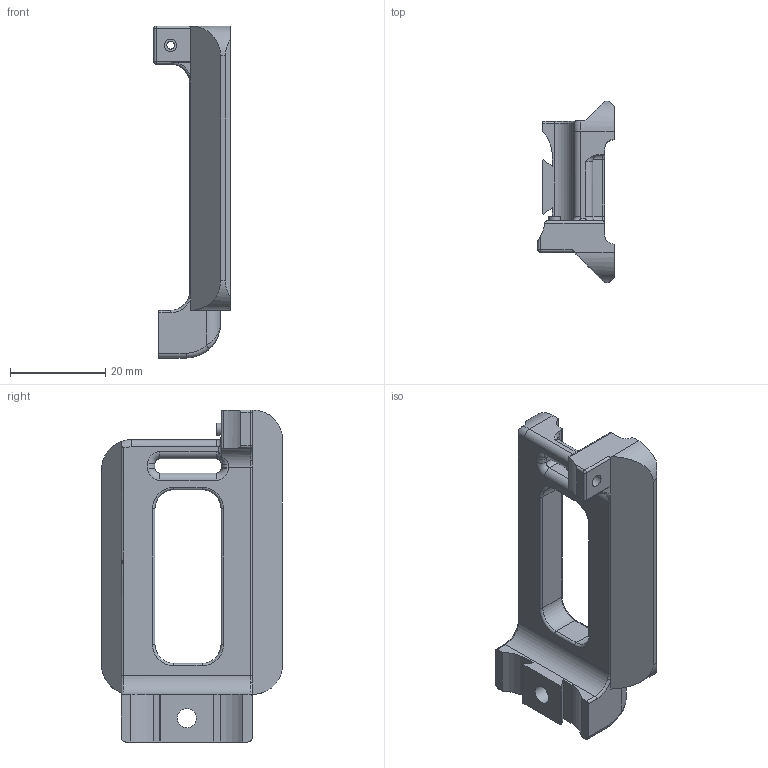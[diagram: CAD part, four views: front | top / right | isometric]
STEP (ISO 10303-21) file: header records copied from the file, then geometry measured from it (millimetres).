
FILE_DESCRIPTION(/* description */ (''),/* implementation_level */ '2;1');
FILE_NAME(/* name */ 'baseSideBracket_PENF',/* time_stamp */ '2023-09-28T12:16:58-04:00',/* author */ ('George'),/* organization */ ('Archive 663'),/* preprocessor_version */ 'ST-DEVELOPER v16.7',/* originating_system */ 'Solid Edge',/* authorisation */ 'Unknown');
FILE_SCHEMA (('AUTOMOTIVE_DESIGN {1 0 10303 214 3 1 1}'));
Length unit declared in the file: millimetre
Products named in the file (2): PENF L-Bracket Final; Olympus PENF Arca-Swiss L-Bracket V1
Assembly tree (1 placements, depth 2):
  PENF L-Bracket Final
    Olympus PENF Arca-Swiss L-Bracket V1
Bounding box: 16 x 38 x 69.75 mm (x, y, z)
Volume: 12691.8 mm3; surface area: 6404.8 mm2
Topology: 1 solids, 1 shells, 148 faces, 386 edges, 233 vertices
Faces by surface type: cylinder 63, plane 46, torus 23, bspline 14, sphere 2
Full cylindrical faces by diameter (mm): 1.6 x1, 2.5 x1, 2.6 x1, 4 x1, 8 x1
Entity records: 5217 total; most frequent: CARTESIAN_POINT 1643, DIRECTION 748, ORIENTED_EDGE 740, EDGE_CURVE 370, AXIS2_PLACEMENT_3D 286, VERTEX_POINT 229, LINE 176, VECTOR 176
